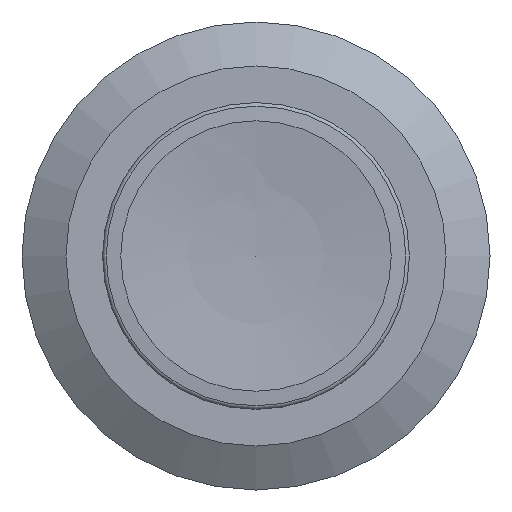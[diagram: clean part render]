
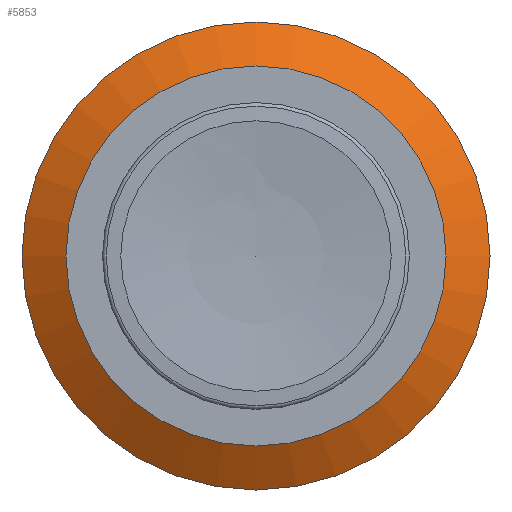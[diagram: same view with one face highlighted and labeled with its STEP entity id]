
A CAD part, left-side view. The second image highlights one B-rep face of the part: STEP entity #5853.
In plain terms, the highlighted conical face has half-angle 59.421 degrees and reference radius 8.154 mm.
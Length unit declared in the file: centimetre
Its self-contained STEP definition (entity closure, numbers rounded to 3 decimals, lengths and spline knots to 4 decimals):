
#24=CONICAL_SURFACE('',#6195,0.8154,1.037);
#379=CIRCLE('',#6196,0.7308);
#380=CIRCLE('',#6197,0.9);
#381=CIRCLE('',#6198,0.9);
#694=FACE_OUTER_BOUND('',#1053,.T.);
#1053=EDGE_LOOP('',(#5293,#5294,#5295,#5296,#5297));
#1673=LINE('',#10162,#2281);
#2281=VECTOR('',#7454,0.8154);
#2827=VERTEX_POINT('',#10159);
#2828=VERTEX_POINT('',#10161);
#2829=VERTEX_POINT('',#10163);
#3653=EDGE_CURVE('',#2827,#2827,#379,.T.);
#3654=EDGE_CURVE('',#2827,#2828,#1673,.T.);
#3655=EDGE_CURVE('',#2829,#2828,#380,.T.);
#3656=EDGE_CURVE('',#2828,#2829,#381,.T.);
#5293=ORIENTED_EDGE('',*,*,#3653,.F.);
#5294=ORIENTED_EDGE('',*,*,#3654,.T.);
#5295=ORIENTED_EDGE('',*,*,#3655,.F.);
#5296=ORIENTED_EDGE('',*,*,#3656,.F.);
#5297=ORIENTED_EDGE('',*,*,#3654,.F.);
#5853=ADVANCED_FACE('',(#694),#24,.T.);
#6195=AXIS2_PLACEMENT_3D('',#10158,#7450,#7451);
#6196=AXIS2_PLACEMENT_3D('',#10160,#7452,#7453);
#6197=AXIS2_PLACEMENT_3D('',#10164,#7455,#7456);
#6198=AXIS2_PLACEMENT_3D('',#10165,#7457,#7458);
#7450=DIRECTION('center_axis',(1.,0.,0.));
#7451=DIRECTION('ref_axis',(0.,0.,1.));
#7452=DIRECTION('center_axis',(-1.,0.,0.));
#7453=DIRECTION('ref_axis',(0.,0.,1.));
#7454=DIRECTION('',(0.509,0.,-0.861));
#7455=DIRECTION('center_axis',(1.,0.,0.));
#7456=DIRECTION('ref_axis',(0.,-1.,0.));
#7457=DIRECTION('center_axis',(1.,0.,0.));
#7458=DIRECTION('ref_axis',(0.,-1.,0.));
#10158=CARTESIAN_POINT('Origin',(-0.1,0.,0.));
#10159=CARTESIAN_POINT('',(-0.15,0.,-0.7308));
#10160=CARTESIAN_POINT('Origin',(-0.15,0.,0.));
#10161=CARTESIAN_POINT('',(-0.05,0.,-0.9));
#10162=CARTESIAN_POINT('',(-0.1,0.,-0.8154));
#10163=CARTESIAN_POINT('',(-0.05,0.9,0.));
#10164=CARTESIAN_POINT('Origin',(-0.05,0.,0.));
#10165=CARTESIAN_POINT('Origin',(-0.05,0.,0.));
